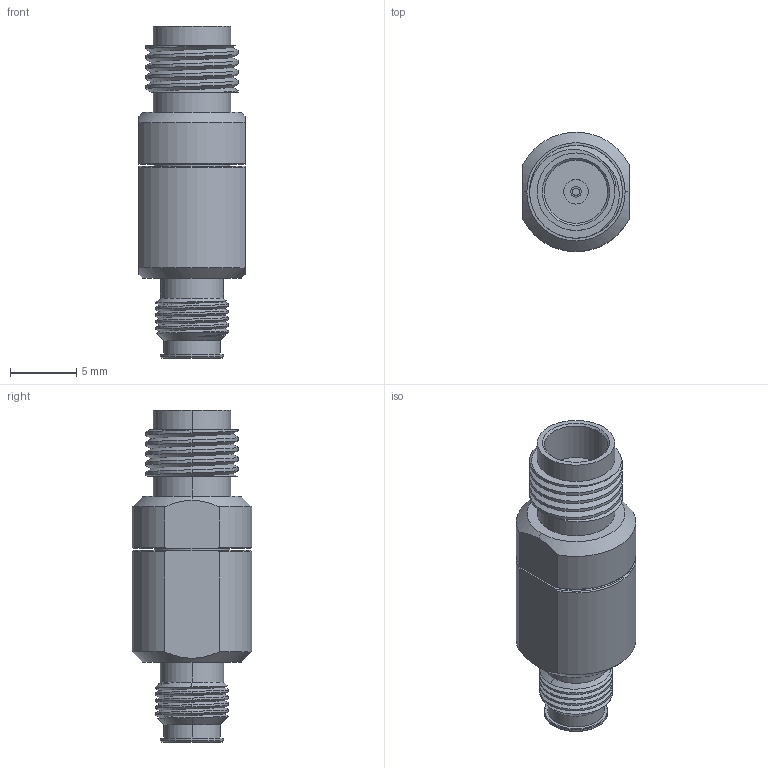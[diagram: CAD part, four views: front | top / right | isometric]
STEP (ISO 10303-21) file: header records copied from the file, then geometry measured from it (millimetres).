
FILE_DESCRIPTION (( 'STEP AP214' ), '1' );
FILE_NAME ('CT-VFEF-LN1_1.35-1.85-KK.STEP', '2023-12-07T19:12:51', ( '' ), ( '' ), 'SwSTEP 2.0', 'SolidWorks 2021', '' );
FILE_SCHEMA (( 'AUTOMOTIVE_DESIGN' ));
Length unit declared in the file: millimetre
Products named in the file (1): CT-VFEF-LN1_1.35-1.85-KK
Bounding box: 8 x 8.97 x 25 mm (x, y, z)
Volume: 965.9 mm3; surface area: 951.4 mm2
Topology: 1 solids, 1 shells, 99 faces, 233 edges, 151 vertices
Faces by surface type: cylinder 53, plane 21, cone 19, bspline 4, torus 2
Entity records: 4806 total; most frequent: CARTESIAN_POINT 2601, ORIENTED_EDGE 466, DIRECTION 444, EDGE_CURVE 233, AXIS2_PLACEMENT_3D 185, VERTEX_POINT 151, EDGE_LOOP 114, ADVANCED_FACE 99
